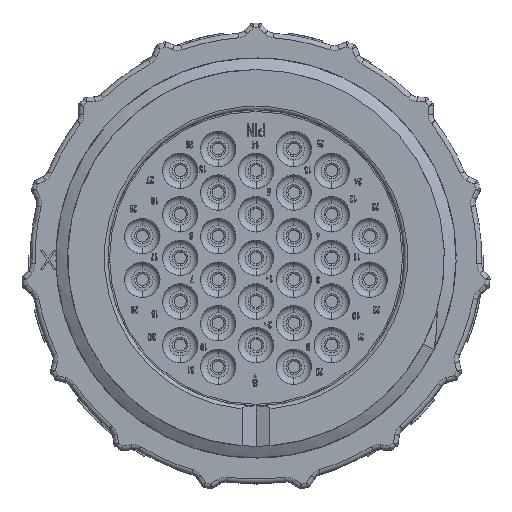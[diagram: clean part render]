
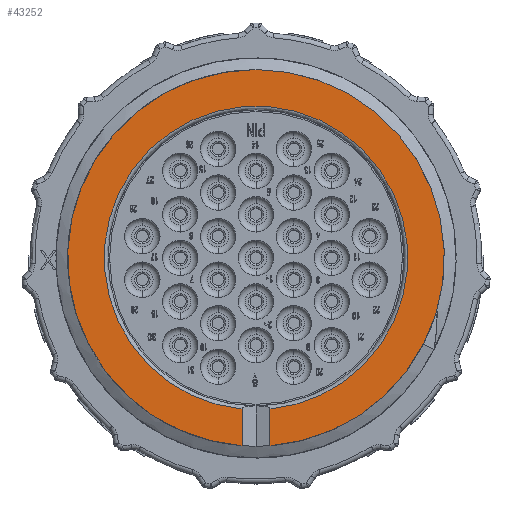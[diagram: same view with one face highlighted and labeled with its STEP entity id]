
A CAD part, top view. The second image highlights one B-rep face of the part: STEP entity #43252.
In plain terms, the highlighted planar face has unit normal (0, 0, 1).
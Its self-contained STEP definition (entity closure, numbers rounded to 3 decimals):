
#321=CARTESIAN_POINT('',(0.,0.,24.3));
#322=DIRECTION('',(0.,0.,-1.));
#323=DIRECTION('',(-0.074,-0.997,0.));
#324=AXIS2_PLACEMENT_3D('',#321,#322,#323);
#576=CARTESIAN_POINT('',(0.,0.,24.3));
#577=DIRECTION('',(0.,0.,1.));
#578=DIRECTION('',(0.074,-0.997,0.));
#579=AXIS2_PLACEMENT_3D('',#576,#577,#578);
#1146=DIRECTION('',(0.,1.,0.));
#1147=VECTOR('',#1146,3.939);
#1148=CARTESIAN_POINT('',(1.5,-20.144,24.3));
#1149=LINE('',#1148,#1147);
#1150=DIRECTION('',(0.,1.,0.));
#1151=VECTOR('',#1150,3.939);
#1152=CARTESIAN_POINT('',(-1.5,-20.144,24.3));
#1153=LINE('',#1152,#1151);
#1171=CARTESIAN_POINT('',(0.,0.,24.3));
#1172=DIRECTION('',(0.,0.,-1.));
#1173=DIRECTION('',(-0.092,-0.996,0.));
#1174=AXIS2_PLACEMENT_3D('',#1171,#1172,#1173);
#40196=CARTESIAN_POINT('',(0.,20.2,24.3));
#40197=VERTEX_POINT('',#40196);
#40200=CARTESIAN_POINT('',(1.5,-20.144,24.3));
#40201=CARTESIAN_POINT('',(1.5,-16.206,24.3));
#40202=VERTEX_POINT('',#40200);
#40203=VERTEX_POINT('',#40201);
#40204=CARTESIAN_POINT('',(-1.5,-20.144,24.3));
#40205=CARTESIAN_POINT('',(-1.5,-16.206,24.3));
#40206=VERTEX_POINT('',#40204);
#40207=VERTEX_POINT('',#40205);
#43238=CARTESIAN_POINT('',(0.,0.,24.3));
#43239=DIRECTION('',(0.,0.,-1.));
#43240=DIRECTION('',(0.,-1.,0.));
#43241=AXIS2_PLACEMENT_3D('',#43238,#43239,#43240);
#43242=PLANE('',#43241);
#43243=ORIENTED_EDGE('',*,*,#43226,.T.);
#43245=ORIENTED_EDGE('',*,*,#43244,.F.);
#43247=ORIENTED_EDGE('',*,*,#43246,.F.);
#43248=ORIENTED_EDGE('',*,*,#42031,.T.);
#43249=ORIENTED_EDGE('',*,*,#42261,.F.);
#43250=EDGE_LOOP('',(#43243,#43245,#43247,#43248,#43249));
#43251=FACE_OUTER_BOUND('',#43250,.F.);
#43252=ADVANCED_FACE('',(#43251),#43242,.F.);
#325=CIRCLE('',#324,20.2);
#580=CIRCLE('',#579,20.2);
#1175=CIRCLE('',#1174,16.275);
#42031=EDGE_CURVE('',#40206,#40197,#325,.T.);
#42261=EDGE_CURVE('',#40202,#40197,#580,.T.);
#43226=EDGE_CURVE('',#40202,#40203,#1149,.T.);
#43244=EDGE_CURVE('',#40207,#40203,#1175,.T.);
#43246=EDGE_CURVE('',#40206,#40207,#1153,.T.);
